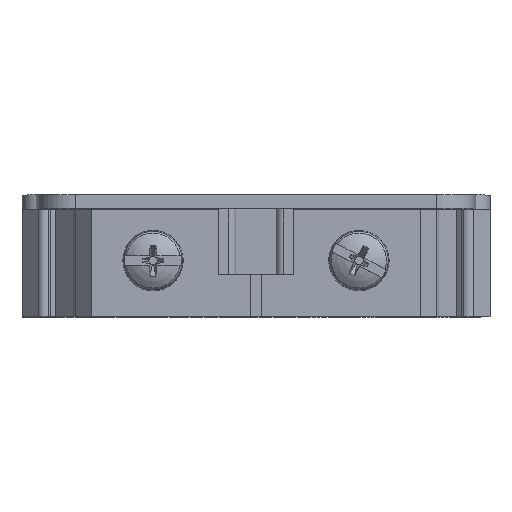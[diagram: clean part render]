
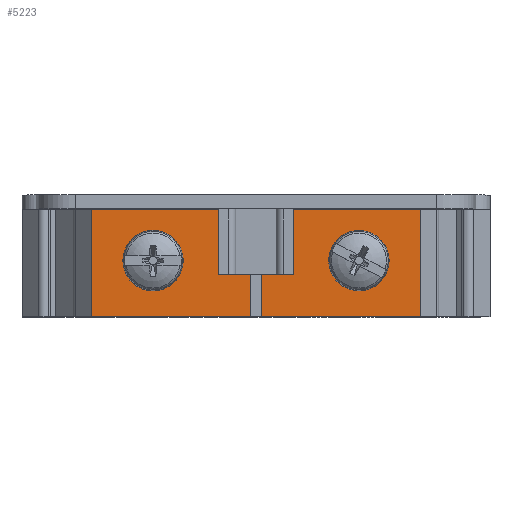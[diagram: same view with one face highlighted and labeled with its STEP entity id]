
A CAD part, top view. The second image highlights one B-rep face of the part: STEP entity #5223.
In plain terms, the highlighted planar face has unit normal (0, 0, 1).
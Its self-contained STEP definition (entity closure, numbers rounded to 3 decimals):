
#213=LINE('',#6746,#562);
#261=LINE('',#7737,#610);
#262=LINE('',#7739,#611);
#263=LINE('',#7741,#612);
#562=VECTOR('',#5740,1000.);
#610=VECTOR('',#5926,1000.);
#611=VECTOR('',#5927,1000.);
#612=VECTOR('',#5928,1000.);
#1220=ORIENTED_EDGE('',*,*,#2241,.T.);
#1221=ORIENTED_EDGE('',*,*,#2240,.T.);
#1222=ORIENTED_EDGE('',*,*,#2063,.T.);
#1223=ORIENTED_EDGE('',*,*,#2242,.F.);
#1224=ORIENTED_EDGE('',*,*,#2243,.T.);
#1225=ORIENTED_EDGE('',*,*,#2244,.T.);
#2063=EDGE_CURVE('',#2637,#2636,#213,.T.);
#2240=EDGE_CURVE('',#2773,#2773,#3047,.T.);
#2241=EDGE_CURVE('',#2774,#2774,#3048,.T.);
#2242=EDGE_CURVE('',#2775,#2636,#261,.T.);
#2243=EDGE_CURVE('',#2775,#2776,#262,.F.);
#2244=EDGE_CURVE('',#2776,#2637,#263,.F.);
#2636=VERTEX_POINT('',#6745);
#2637=VERTEX_POINT('',#6747);
#2773=VERTEX_POINT('',#7732);
#2774=VERTEX_POINT('',#7735);
#2775=VERTEX_POINT('',#7738);
#2776=VERTEX_POINT('',#7740);
#3047=CIRCLE('',#5460,2.977);
#3048=CIRCLE('',#5462,2.977);
#3194=EDGE_LOOP('',(#1220));
#3195=EDGE_LOOP('',(#1221));
#3196=EDGE_LOOP('',(#1222,#1223,#1224,#1225));
#3423=FACE_BOUND('',#3194,.T.);
#3424=FACE_BOUND('',#3195,.T.);
#3425=FACE_BOUND('',#3196,.T.);
#3610=PLANE('',#5463);
#5223=ADVANCED_FACE('',(#3423,#3424,#3425),#3610,.T.);
#5460=AXIS2_PLACEMENT_3D('',#7731,#5918,#5919);
#5462=AXIS2_PLACEMENT_3D('',#7734,#5922,#5923);
#5463=AXIS2_PLACEMENT_3D('',#7736,#5924,#5925);
#5740=DIRECTION('',(-1.,0.,0.));
#5918=DIRECTION('',(0.,0.,-1.));
#5919=DIRECTION('',(-1.,0.,0.));
#5922=DIRECTION('',(0.,0.,-1.));
#5923=DIRECTION('',(0.,1.,0.));
#5924=DIRECTION('',(0.,0.,1.));
#5925=DIRECTION('',(1.,0.,0.));
#5926=DIRECTION('',(0.,1.,0.));
#5927=DIRECTION('',(-1.,0.,0.));
#5928=DIRECTION('',(0.,-1.,0.));
#6745=CARTESIAN_POINT('',(-17.6,-1.5,3.773));
#6746=CARTESIAN_POINT('',(-16.619,-1.5,3.773));
#6747=CARTESIAN_POINT('',(17.6,-1.5,3.773));
#7731=CARTESIAN_POINT('',(-11.,-7.,3.773));
#7732=CARTESIAN_POINT('',(-13.977,-7.,3.773));
#7734=CARTESIAN_POINT('',(11.,-7.,3.773));
#7735=CARTESIAN_POINT('',(11.,-4.023,3.773));
#7736=CARTESIAN_POINT('',(-16.5,-12.5,3.773));
#7737=CARTESIAN_POINT('',(-17.6,53.204,3.773));
#7738=CARTESIAN_POINT('',(-17.6,-13.,3.773));
#7739=CARTESIAN_POINT('',(-16.5,-13.,3.773));
#7740=CARTESIAN_POINT('',(17.6,-13.,3.773));
#7741=CARTESIAN_POINT('',(17.6,-12.5,3.773));
